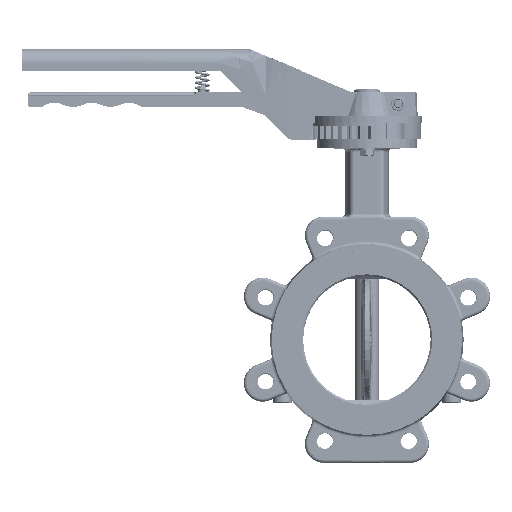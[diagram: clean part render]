
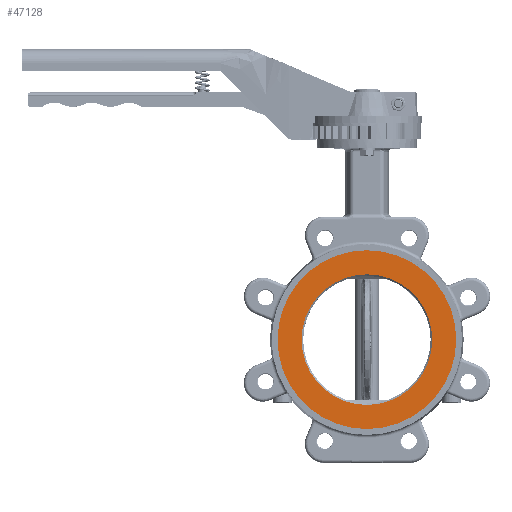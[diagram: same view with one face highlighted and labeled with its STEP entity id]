
A CAD part, top view. The second image highlights one B-rep face of the part: STEP entity #47128.
In plain terms, the highlighted planar face has unit normal (0, 0, 1).
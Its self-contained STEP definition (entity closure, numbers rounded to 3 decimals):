
#3358 = VERTEX_POINT ( 'NONE', #83029 ) ;
#5467 = PLANE ( 'NONE',  #129204 ) ;
#9222 = AXIS2_PLACEMENT_3D ( 'NONE', #70582, #179242, #148775 ) ;
#9498 = AXIS2_PLACEMENT_3D ( 'NONE', #115821, #10312, #53907 ) ;
#9894 = ORIENTED_EDGE ( 'NONE', *, *, #62281, .T. ) ;
#10312 = DIRECTION ( 'NONE',  ( 0., 0., 1. ) ) ;
#23297 = AXIS2_PLACEMENT_3D ( 'NONE', #77020, #60793, #122701 ) ;
#47128 = ADVANCED_FACE ( 'NONE', ( #75762, #65307 ), #5467, .F. ) ;
#53907 = DIRECTION ( 'NONE',  ( 1., 0., 0. ) ) ;
#59998 = ORIENTED_EDGE ( 'NONE', *, *, #82684, .T. ) ;
#60793 = DIRECTION ( 'NONE',  ( 0., 0., 1. ) ) ;
#62281 = EDGE_CURVE ( 'NONE', #163346, #3358, #151916, .T. ) ;
#65307 = FACE_OUTER_BOUND ( 'NONE', #82404, .T. ) ;
#67299 = DIRECTION ( 'NONE',  ( 0., 0., -1. ) ) ;
#70582 = CARTESIAN_POINT ( 'NONE',  ( 0., 0., 28. ) ) ;
#75762 = FACE_BOUND ( 'NONE', #186004, .T. ) ;
#77020 = CARTESIAN_POINT ( 'NONE',  ( 0., 0., 28. ) ) ;
#82404 = EDGE_LOOP ( 'NONE', ( #59998, #9894 ) ) ;
#82684 = EDGE_CURVE ( 'NONE', #3358, #163346, #172455, .T. ) ;
#83029 = CARTESIAN_POINT ( 'NONE',  ( 85.5, 0., 28. ) ) ;
#83201 = CIRCLE ( 'NONE', #102621, 62.5 ) ;
#102621 = AXIS2_PLACEMENT_3D ( 'NONE', #130087, #147286, #116763 ) ;
#105741 = ORIENTED_EDGE ( 'NONE', *, *, #110808, .F. ) ;
#108036 = EDGE_CURVE ( 'NONE', #174925, #137756, #83201, .T. ) ;
#110808 = EDGE_CURVE ( 'NONE', #137756, #174925, #116338, .T. ) ;
#115821 = CARTESIAN_POINT ( 'NONE',  ( 0., 0., 28. ) ) ;
#116338 = CIRCLE ( 'NONE', #9498, 62.5 ) ;
#116763 = DIRECTION ( 'NONE',  ( 1., 0., 0. ) ) ;
#122701 = DIRECTION ( 'NONE',  ( 1., 0., 0. ) ) ;
#129204 = AXIS2_PLACEMENT_3D ( 'NONE', #143515, #67299, #191201 ) ;
#130087 = CARTESIAN_POINT ( 'NONE',  ( 0., 0., 28. ) ) ;
#137756 = VERTEX_POINT ( 'NONE', #150520 ) ;
#143515 = CARTESIAN_POINT ( 'NONE',  ( 0., 85.5, 28. ) ) ;
#147286 = DIRECTION ( 'NONE',  ( 0., 0., 1. ) ) ;
#148775 = DIRECTION ( 'NONE',  ( 1., 0., 0. ) ) ;
#150520 = CARTESIAN_POINT ( 'NONE',  ( -62.5, 0., 28. ) ) ;
#151916 = CIRCLE ( 'NONE', #9222, 85.5 ) ;
#156778 = ORIENTED_EDGE ( 'NONE', *, *, #108036, .F. ) ;
#163346 = VERTEX_POINT ( 'NONE', #174648 ) ;
#172455 = CIRCLE ( 'NONE', #23297, 85.5 ) ;
#174648 = CARTESIAN_POINT ( 'NONE',  ( -85.5, 0., 28. ) ) ;
#174925 = VERTEX_POINT ( 'NONE', #198703 ) ;
#179242 = DIRECTION ( 'NONE',  ( 0., 0., 1. ) ) ;
#186004 = EDGE_LOOP ( 'NONE', ( #156778, #105741 ) ) ;
#191201 = DIRECTION ( 'NONE',  ( 0., -1., 0. ) ) ;
#198703 = CARTESIAN_POINT ( 'NONE',  ( 62.5, 0., 28. ) ) ;
